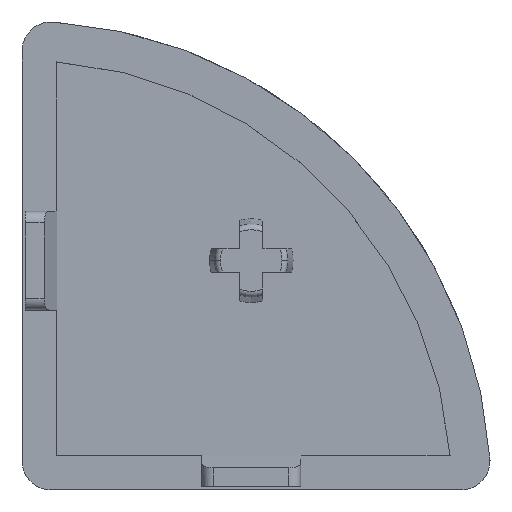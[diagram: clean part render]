
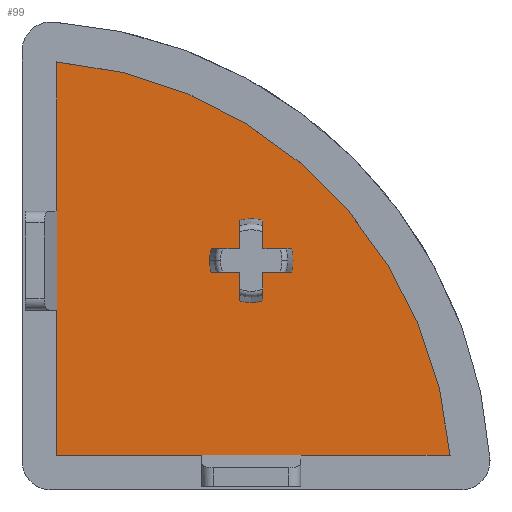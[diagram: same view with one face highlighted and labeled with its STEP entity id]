
A CAD part, top view. The second image highlights one B-rep face of the part: STEP entity #99.
In plain terms, the highlighted planar face has unit normal (0, 0, 1).
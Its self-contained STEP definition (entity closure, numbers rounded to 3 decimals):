
#99=ADVANCED_FACE('NONE',(#244,#245),#246,.T.);
#244=FACE_OUTER_BOUND('',#434,.T.);
#245=FACE_BOUND('',#435,.T.);
#246=PLANE('',#436);
#434=EDGE_LOOP('',(#827,#828,#829));
#435=EDGE_LOOP('',(#830,#831,#832,#833,#834,#835,#836,#837,#838,#839,#840,#841,#842,#843));
#436=AXIS2_PLACEMENT_3D('',#844,#845,#846);
#827=ORIENTED_EDGE('',*,*,#1338,.T.);
#828=ORIENTED_EDGE('',*,*,#1339,.T.);
#829=ORIENTED_EDGE('',*,*,#1340,.T.);
#830=ORIENTED_EDGE('',*,*,#1341,.F.);
#831=ORIENTED_EDGE('',*,*,#1342,.F.);
#832=ORIENTED_EDGE('',*,*,#1343,.F.);
#833=ORIENTED_EDGE('',*,*,#1344,.F.);
#834=ORIENTED_EDGE('',*,*,#1321,.F.);
#835=ORIENTED_EDGE('',*,*,#1345,.F.);
#836=ORIENTED_EDGE('',*,*,#1346,.F.);
#837=ORIENTED_EDGE('',*,*,#1347,.F.);
#838=ORIENTED_EDGE('',*,*,#1348,.F.);
#839=ORIENTED_EDGE('',*,*,#1349,.F.);
#840=ORIENTED_EDGE('',*,*,#1350,.F.);
#841=ORIENTED_EDGE('',*,*,#1335,.F.);
#842=ORIENTED_EDGE('',*,*,#1351,.F.);
#843=ORIENTED_EDGE('',*,*,#1352,.F.);
#844=CARTESIAN_POINT('',(-19.75,-19.75,3.0));
#845=DIRECTION('',(0.0,0.0,1.0));
#846=DIRECTION('',(1.0,-0.0,0.0));
#1321=EDGE_CURVE('NONE',#1544,#1546,#1547,.T.);
#1335=EDGE_CURVE('NONE',#1566,#1568,#1569,.T.);
#1338=EDGE_CURVE('NONE',#1572,#1573,#1574,.T.);
#1339=EDGE_CURVE('NONE',#1573,#1575,#1576,.T.);
#1340=EDGE_CURVE('NONE',#1575,#1572,#1577,.T.);
#1341=EDGE_CURVE('NONE',#1578,#1579,#1580,.T.);
#1342=EDGE_CURVE('NONE',#1581,#1578,#1582,.T.);
#1343=EDGE_CURVE('NONE',#1583,#1581,#1584,.T.);
#1344=EDGE_CURVE('NONE',#1546,#1583,#1585,.T.);
#1345=EDGE_CURVE('NONE',#1586,#1544,#1587,.T.);
#1346=EDGE_CURVE('NONE',#1588,#1586,#1589,.T.);
#1347=EDGE_CURVE('NONE',#1590,#1588,#1591,.T.);
#1348=EDGE_CURVE('NONE',#1592,#1590,#1593,.T.);
#1349=EDGE_CURVE('NONE',#1594,#1592,#1595,.T.);
#1350=EDGE_CURVE('NONE',#1568,#1594,#1596,.T.);
#1351=EDGE_CURVE('NONE',#1597,#1566,#1598,.T.);
#1352=EDGE_CURVE('NONE',#1579,#1597,#1599,.T.);
#1544=VERTEX_POINT('',#1862);
#1546=VERTEX_POINT('NONE',#1865);
#1547=CIRCLE('',#1866,3.6);
#1566=VERTEX_POINT('NONE',#1895);
#1568=VERTEX_POINT('NONE',#1898);
#1569=CIRCLE('',#1899,3.6);
#1572=VERTEX_POINT('NONE',#1903);
#1573=VERTEX_POINT('NONE',#1904);
#1574=LINE('',#1905,#1906);
#1575=VERTEX_POINT('NONE',#1907);
#1576=CIRCLE('',#1908,37.0);
#1577=LINE('',#1909,#1910);
#1578=VERTEX_POINT('NONE',#1911);
#1579=VERTEX_POINT('NONE',#1912);
#1580=LINE('',#1913,#1914);
#1581=VERTEX_POINT('NONE',#1915);
#1582=CIRCLE('',#1916,3.6);
#1583=VERTEX_POINT('NONE',#1917);
#1584=LINE('',#1918,#1919);
#1585=LINE('',#1920,#1921);
#1586=VERTEX_POINT('NONE',#1922);
#1587=CIRCLE('',#1923,3.6);
#1588=VERTEX_POINT('NONE',#1924);
#1589=LINE('',#1925,#1926);
#1590=VERTEX_POINT('NONE',#1927);
#1591=LINE('',#1928,#1929);
#1592=VERTEX_POINT('NONE',#1930);
#1593=CIRCLE('',#1931,3.6);
#1594=VERTEX_POINT('NONE',#1932);
#1595=LINE('',#1933,#1934);
#1596=LINE('',#1935,#1936);
#1597=VERTEX_POINT('NONE',#1937);
#1598=CIRCLE('',#1938,3.6);
#1599=LINE('',#1939,#1940);
#1862=CARTESIAN_POINT('',(3.6,0.,3.0));
#1865=CARTESIAN_POINT('',(3.458,1.0,3.0));
#1866=AXIS2_PLACEMENT_3D('',#2421,#2422,#2423);
#1895=CARTESIAN_POINT('',(-3.6,0.0,3.0));
#1898=CARTESIAN_POINT('',(-3.458,-1.0,3.0));
#1899=AXIS2_PLACEMENT_3D('',#2442,#2443,#2444);
#1903=CARTESIAN_POINT('',(-16.75,-16.75,3.0));
#1904=CARTESIAN_POINT('',(17.128,-16.75,3.0));
#1905=CARTESIAN_POINT('',(-16.75,-16.75,3.0));
#1906=VECTOR('',#2446,1000.0);
#1907=CARTESIAN_POINT('',(-16.75,17.128,3.0));
#1908=AXIS2_PLACEMENT_3D('',#2447,#2448,#2449);
#1909=CARTESIAN_POINT('',(-16.75,17.128,3.0));
#1910=VECTOR('',#2450,1000.0);
#1911=CARTESIAN_POINT('',(-1.0,3.458,3.0));
#1912=CARTESIAN_POINT('',(-1.0,1.0,3.0));
#1913=CARTESIAN_POINT('',(-1.0,3.458,3.0));
#1914=VECTOR('',#2451,1000.0);
#1915=CARTESIAN_POINT('',(1.0,3.458,3.0));
#1916=AXIS2_PLACEMENT_3D('',#2452,#2453,#2454);
#1917=CARTESIAN_POINT('',(1.0,1.0,3.0));
#1918=CARTESIAN_POINT('',(1.0,3.458,3.0));
#1919=VECTOR('',#2455,1000.0);
#1920=CARTESIAN_POINT('',(1.0,1.0,3.0));
#1921=VECTOR('',#2456,1000.0);
#1922=CARTESIAN_POINT('',(3.458,-1.0,3.0));
#1923=AXIS2_PLACEMENT_3D('',#2457,#2458,#2459);
#1924=CARTESIAN_POINT('',(1.,-1.0,3.0));
#1925=CARTESIAN_POINT('',(1.,-1.0,3.0));
#1926=VECTOR('',#2460,1000.0);
#1927=CARTESIAN_POINT('',(1.,-3.458,3.0));
#1928=CARTESIAN_POINT('',(1.,-1.0,3.0));
#1929=VECTOR('',#2461,1000.0);
#1930=CARTESIAN_POINT('',(-1.0,-3.458,3.0));
#1931=AXIS2_PLACEMENT_3D('',#2462,#2463,#2464);
#1932=CARTESIAN_POINT('',(-1.,-1.0,3.0));
#1933=CARTESIAN_POINT('',(-1.,-1.0,3.0));
#1934=VECTOR('',#2465,1000.0);
#1935=CARTESIAN_POINT('',(-3.458,-1.0,3.0));
#1936=VECTOR('',#2466,1000.0);
#1937=CARTESIAN_POINT('',(-3.458,1.0,3.0));
#1938=AXIS2_PLACEMENT_3D('',#2467,#2468,#2469);
#1939=CARTESIAN_POINT('',(-3.458,1.0,3.0));
#1940=VECTOR('',#2470,1000.0);
#2421=CARTESIAN_POINT('',(0.0,0.0,3.0));
#2422=DIRECTION('',(0.0,0.0,1.0));
#2423=DIRECTION('',(1.0,0.0,0.0));
#2442=CARTESIAN_POINT('',(0.0,0.0,3.0));
#2443=DIRECTION('',(0.0,0.0,1.0));
#2444=DIRECTION('',(1.0,0.0,0.0));
#2446=DIRECTION('',(1.0,0.0,0.0));
#2447=CARTESIAN_POINT('',(-19.75,-19.75,3.0));
#2448=DIRECTION('',(0.0,0.0,1.0));
#2449=DIRECTION('',(1.0,0.0,0.0));
#2450=DIRECTION('',(0.0,-1.0,0.0));
#2451=DIRECTION('',(0.,-1.0,0.0));
#2452=CARTESIAN_POINT('',(0.0,0.0,3.0));
#2453=DIRECTION('',(0.0,0.0,1.0));
#2454=DIRECTION('',(1.0,0.0,0.0));
#2455=DIRECTION('',(0.,1.0,-0.0));
#2456=DIRECTION('',(-1.0,-0.0,-0.0));
#2457=CARTESIAN_POINT('',(0.0,0.0,3.0));
#2458=DIRECTION('',(0.0,0.0,1.0));
#2459=DIRECTION('',(1.0,0.0,0.0));
#2460=DIRECTION('',(1.0,0.0,0.0));
#2461=DIRECTION('',(-0.0,1.0,-0.0));
#2462=CARTESIAN_POINT('',(0.0,0.0,3.0));
#2463=DIRECTION('',(0.0,0.0,1.0));
#2464=DIRECTION('',(1.0,0.0,0.0));
#2465=DIRECTION('',(0.,-1.0,0.0));
#2466=DIRECTION('',(1.0,0.,0.0));
#2467=CARTESIAN_POINT('',(0.0,0.0,3.0));
#2468=DIRECTION('',(0.0,0.0,1.0));
#2469=DIRECTION('',(1.0,0.0,0.0));
#2470=DIRECTION('',(-1.0,0.,-0.0));
